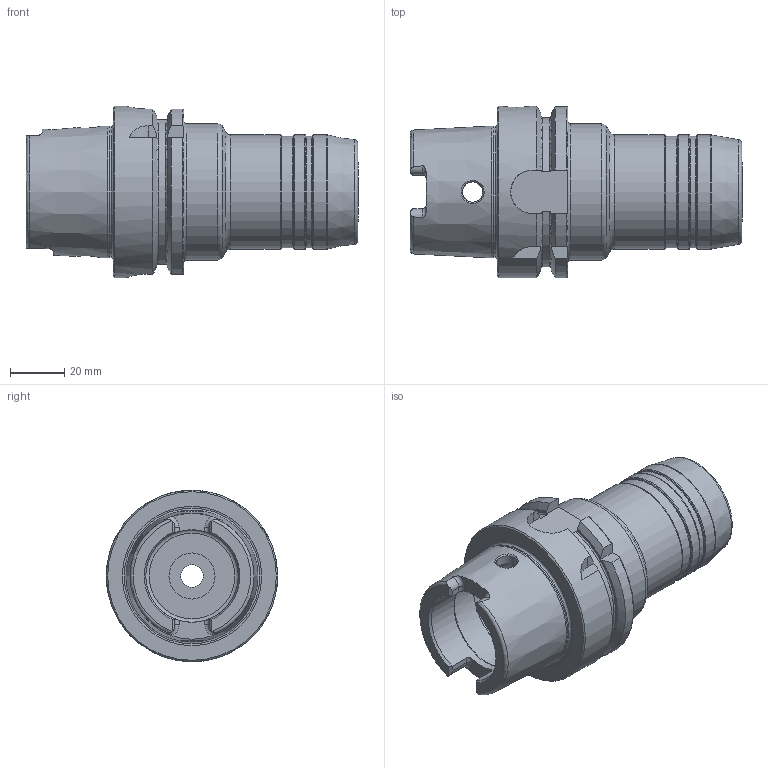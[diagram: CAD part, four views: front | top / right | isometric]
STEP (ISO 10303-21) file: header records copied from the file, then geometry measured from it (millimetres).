
FILE_DESCRIPTION(/* description */ (''),/* implementation_level */ '2;1');
FILE_NAME(/* name */ '157020.stp',/* time_stamp */ '2021-06-30T14:36:41+09:00',/* author */ ('KKK'),/* organization */ (''),/* preprocessor_version */ 'ST-DEVELOPER v18',/* originating_system */ 'Autodesk Inventor 2020',/* authorisation */ '');
FILE_SCHEMA (('AUTOMOTIVE_DESIGN { 1 0 10303 214 3 1 1 }'));
Length unit declared in the file: millimetre
Products named in the file (1): 157020-LO-HSK63A-HC20-90
Bounding box: 122 x 63 x 63 mm (x, y, z)
Volume: 157524.2 mm3; surface area: 34466.3 mm2
Topology: 1 solids, 1 shells, 141 faces, 435 edges, 302 vertices
Faces by surface type: plane 43, cylinder 40, torus 36, cone 20, bspline 2
Full cylindrical faces by diameter (mm): 7.5 x2, 8.4 x1, 10 x1, 14.917 x1, 16.6 x1, 16.917 x1, 19 x1, 20 x1, 20.4 x1, 34 x2, 40 x1, 41 x2, 42 x3, 48.041 x1, 50 x1, 63 x1
Entity records: 5776 total; most frequent: CARTESIAN_POINT 1709, DIRECTION 891, ORIENTED_EDGE 874, EDGE_CURVE 437, AXIS2_PLACEMENT_3D 386, VERTEX_POINT 304, CIRCLE 238, EDGE_LOOP 153
